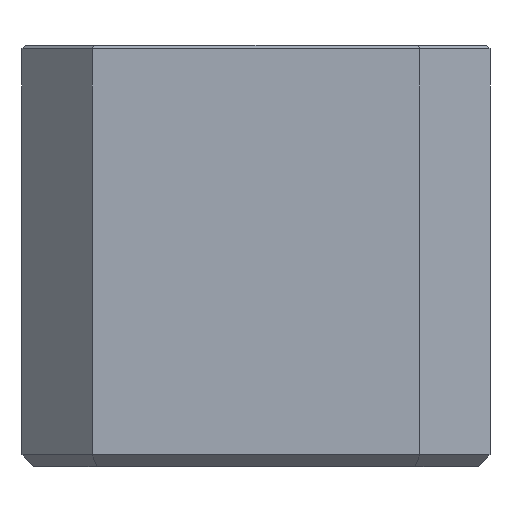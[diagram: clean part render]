
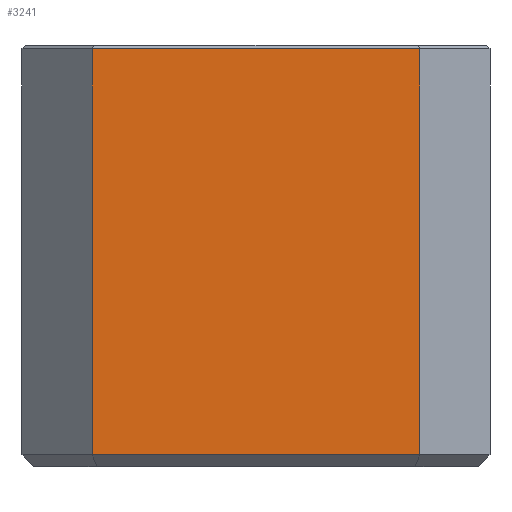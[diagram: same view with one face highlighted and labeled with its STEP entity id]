
A CAD part, left-side view. The second image highlights one B-rep face of the part: STEP entity #3241.
In plain terms, the highlighted planar face has unit normal (-1, 0, 0).
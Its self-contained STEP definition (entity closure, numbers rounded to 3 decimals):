
#869 = EDGE_CURVE ( 'NONE', #22797, #11456, #18714, .T. ) ;
#1064 = CARTESIAN_POINT ( 'NONE',  ( -25., 14., -17. ) ) ;
#1142 = CARTESIAN_POINT ( 'NONE',  ( -25., -14., 17.7 ) ) ;
#2813 = CARTESIAN_POINT ( 'NONE',  ( -25., 14., 17.7 ) ) ;
#3241 = ADVANCED_FACE ( 'NONE', ( #14461 ), #21300, .F. ) ;
#3328 = VECTOR ( 'NONE', #11008, 1000. ) ;
#4116 = DIRECTION ( 'NONE',  ( 0., -1., 0. ) ) ;
#4995 = DIRECTION ( 'NONE',  ( 1., 0., 0. ) ) ;
#5427 = EDGE_CURVE ( 'NONE', #7649, #22797, #11053, .T. ) ;
#6923 = CARTESIAN_POINT ( 'NONE',  ( -25., 20., 18. ) ) ;
#7582 = DIRECTION ( 'NONE',  ( 0., 0., -1. ) ) ;
#7649 = VERTEX_POINT ( 'NONE', #1064 ) ;
#7811 = LINE ( 'NONE', #2813, #3328 ) ;
#7843 = ORIENTED_EDGE ( 'NONE', *, *, #5427, .T. ) ;
#8196 = VECTOR ( 'NONE', #15524, 1000. ) ;
#8463 = CARTESIAN_POINT ( 'NONE',  ( -25., -14., -17. ) ) ;
#8963 = VERTEX_POINT ( 'NONE', #25976 ) ;
#9935 = EDGE_CURVE ( 'NONE', #8963, #7649, #25816, .T. ) ;
#11008 = DIRECTION ( 'NONE',  ( 0., 1., 0. ) ) ;
#11053 = LINE ( 'NONE', #22040, #20988 ) ;
#11297 = ORIENTED_EDGE ( 'NONE', *, *, #12612, .T. ) ;
#11427 = VECTOR ( 'NONE', #13518, 1000. ) ;
#11456 = VERTEX_POINT ( 'NONE', #1142 ) ;
#12407 = ORIENTED_EDGE ( 'NONE', *, *, #869, .T. ) ;
#12612 = EDGE_CURVE ( 'NONE', #11456, #8963, #7811, .T. ) ;
#13012 = EDGE_LOOP ( 'NONE', ( #12407, #11297, #25042, #7843 ) ) ;
#13518 = DIRECTION ( 'NONE',  ( 0., 0., -1. ) ) ;
#14461 = FACE_OUTER_BOUND ( 'NONE', #13012, .T. ) ;
#15524 = DIRECTION ( 'NONE',  ( 0., 0., 1. ) ) ;
#18241 = AXIS2_PLACEMENT_3D ( 'NONE', #6923, #4995, #7582 ) ;
#18714 = LINE ( 'NONE', #25350, #8196 ) ;
#20988 = VECTOR ( 'NONE', #4116, 1000. ) ;
#21300 = PLANE ( 'NONE',  #18241 ) ;
#21636 = CARTESIAN_POINT ( 'NONE',  ( -25., 14., 18. ) ) ;
#22040 = CARTESIAN_POINT ( 'NONE',  ( -25., 20., -17. ) ) ;
#22797 = VERTEX_POINT ( 'NONE', #8463 ) ;
#25042 = ORIENTED_EDGE ( 'NONE', *, *, #9935, .T. ) ;
#25350 = CARTESIAN_POINT ( 'NONE',  ( -25., -14., 18. ) ) ;
#25816 = LINE ( 'NONE', #21636, #11427 ) ;
#25976 = CARTESIAN_POINT ( 'NONE',  ( -25., 14., 17.7 ) ) ;
